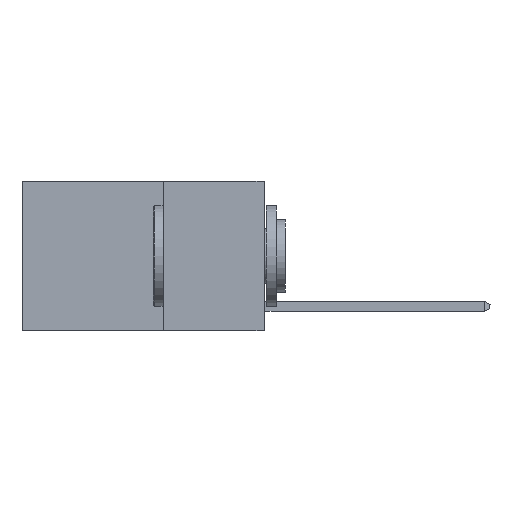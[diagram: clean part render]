
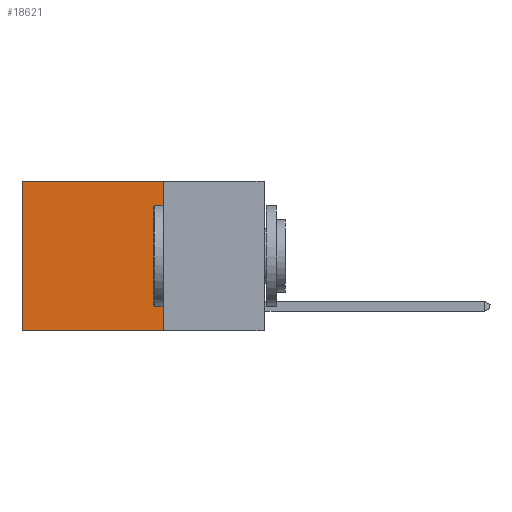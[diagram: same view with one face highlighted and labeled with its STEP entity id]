
A CAD part, left-side view. The second image highlights one B-rep face of the part: STEP entity #18621.
In plain terms, the highlighted planar face has unit normal (-1, 0, 0).
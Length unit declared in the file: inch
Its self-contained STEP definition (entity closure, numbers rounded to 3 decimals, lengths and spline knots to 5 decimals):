
#524 = VERTEX_POINT ( 'NONE', #11057 ) ;
#2829 = VECTOR ( 'NONE', #19631, 39.37008 ) ;
#3097 = VECTOR ( 'NONE', #17515, 39.37008 ) ;
#4070 = PLANE ( 'NONE',  #6145 ) ;
#5810 = EDGE_LOOP ( 'NONE', ( #13569, #19889, #23761, #9149 ) ) ;
#6145 = AXIS2_PLACEMENT_3D ( 'NONE', #7741, #16880, #9610 ) ;
#7017 = DIRECTION ( 'NONE',  ( 0., 0., -1. ) ) ;
#7515 = LINE ( 'NONE', #14646, #8107 ) ;
#7741 = CARTESIAN_POINT ( 'NONE',  ( 0.2625, 0.25, 0. ) ) ;
#8107 = VECTOR ( 'NONE', #7017, 39.37008 ) ;
#9149 = ORIENTED_EDGE ( 'NONE', *, *, #15472, .T. ) ;
#9610 = DIRECTION ( 'NONE',  ( 0., 0., -1. ) ) ;
#10959 = DIRECTION ( 'NONE',  ( 0., 0., -1. ) ) ;
#11057 = CARTESIAN_POINT ( 'NONE',  ( 0.2625, 0.25, 0. ) ) ;
#11578 = FACE_OUTER_BOUND ( 'NONE', #5810, .T. ) ;
#12627 = EDGE_CURVE ( 'NONE', #16359, #21514, #17859, .T. ) ;
#13017 = VECTOR ( 'NONE', #10959, 39.37008 ) ;
#13569 = ORIENTED_EDGE ( 'NONE', *, *, #12627, .T. ) ;
#13577 = CARTESIAN_POINT ( 'NONE',  ( 0.2625, 0.6, -0.37 ) ) ;
#14646 = CARTESIAN_POINT ( 'NONE',  ( 0.2625, 0.25, 0. ) ) ;
#14864 = LINE ( 'NONE', #15693, #3097 ) ;
#15472 = EDGE_CURVE ( 'NONE', #524, #16359, #14864, .T. ) ;
#15693 = CARTESIAN_POINT ( 'NONE',  ( 0.2625, 0.25, 0. ) ) ;
#16359 = VERTEX_POINT ( 'NONE', #16644 ) ;
#16644 = CARTESIAN_POINT ( 'NONE',  ( 0.2625, 0.6, 0. ) ) ;
#16880 = DIRECTION ( 'NONE',  ( 1., 0., 0. ) ) ;
#17515 = DIRECTION ( 'NONE',  ( 0., 1., 0. ) ) ;
#17859 = LINE ( 'NONE', #18142, #13017 ) ;
#18142 = CARTESIAN_POINT ( 'NONE',  ( 0.2625, 0.6, 0. ) ) ;
#18621 = ADVANCED_FACE ( 'NONE', ( #11578 ), #4070, .F. ) ;
#18949 = EDGE_CURVE ( 'NONE', #524, #19890, #7515, .T. ) ;
#19475 = CARTESIAN_POINT ( 'NONE',  ( 0.2625, 0.25, -0.37 ) ) ;
#19631 = DIRECTION ( 'NONE',  ( 0., 1., 0. ) ) ;
#19889 = ORIENTED_EDGE ( 'NONE', *, *, #20725, .F. ) ;
#19890 = VERTEX_POINT ( 'NONE', #20861 ) ;
#20628 = LINE ( 'NONE', #19475, #2829 ) ;
#20725 = EDGE_CURVE ( 'NONE', #19890, #21514, #20628, .T. ) ;
#20861 = CARTESIAN_POINT ( 'NONE',  ( 0.2625, 0.25, -0.37 ) ) ;
#21514 = VERTEX_POINT ( 'NONE', #13577 ) ;
#23761 = ORIENTED_EDGE ( 'NONE', *, *, #18949, .F. ) ;
